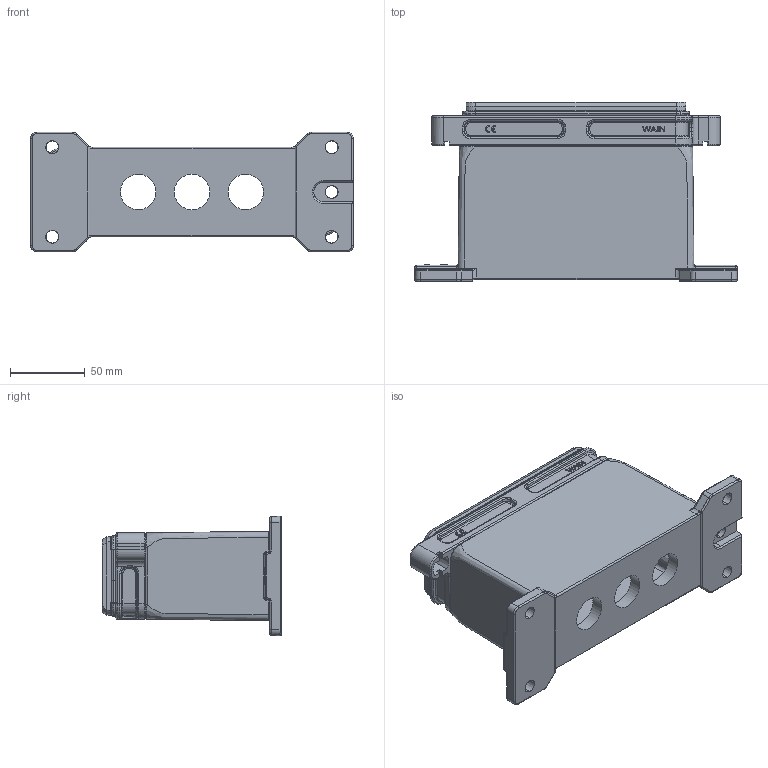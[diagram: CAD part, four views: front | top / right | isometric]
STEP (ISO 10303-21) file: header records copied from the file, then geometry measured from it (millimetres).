
FILE_DESCRIPTION(/* description */ (''),/* implementation_level */ '2;1');
FILE_NAME(/* name */ '3D_1136242205036_HP24B_H-SFH-2H-3M25_V1.1.stp',/* time_stamp */ '2023-12-05T14:40:25+08:00',/* author */ (''),/* organization */ (''),/* preprocessor_version */ 'ST-DEVELOPER v18.1',/* originating_system */ 'SIEMENS PLM Software NX 1980',/* authorisation */ '');
FILE_SCHEMA (('AUTOMOTIVE_DESIGN { 1 0 10303 214 3 1 1 1 }'));
Length unit declared in the file: millimetre
Products named in the file (1): 3D_1136242205003_HP24B_H-SFH-2H-M25_V1.1_stp
Bounding box: 215.96 x 119.9 x 79.96 mm (x, y, z)
Volume: 493837.7 mm3; surface area: 135292.8 mm2
Topology: 5 solids, 12 shells, 1269 faces, 3205 edges, 1987 vertices
Faces by surface type: plane 511, cylinder 391, cone 159, torus 130, bspline 64, sphere 8, extrusion 6
Full cylindrical faces by diameter (mm): 23.698 x3
Entity records: 44906 total; most frequent: CARTESIAN_POINT 17434, ORIENTED_EDGE 6366, DIRECTION 4645, EDGE_CURVE 3183, VERTEX_POINT 1984, AXIS2_PLACEMENT_3D 1626, VECTOR 1393, LINE 1387
